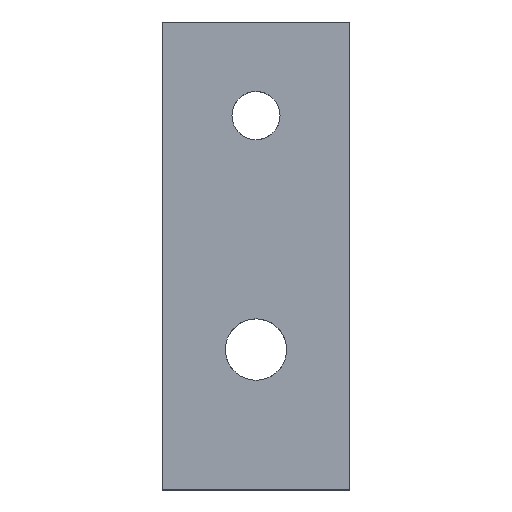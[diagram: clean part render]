
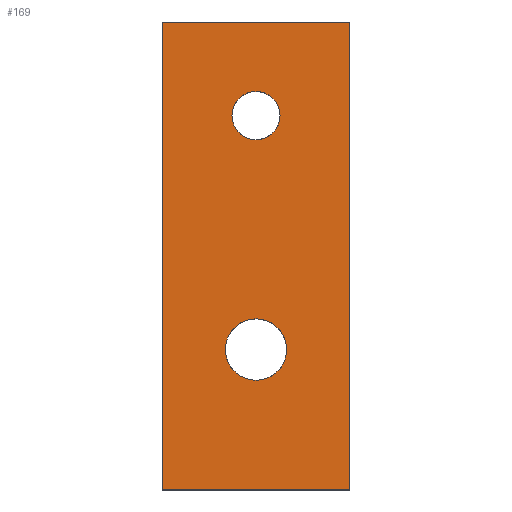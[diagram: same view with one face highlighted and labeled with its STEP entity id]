
A CAD part, top view. The second image highlights one B-rep face of the part: STEP entity #169.
In plain terms, the highlighted planar face has unit normal (0, 0, 1).
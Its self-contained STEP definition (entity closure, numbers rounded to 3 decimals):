
#74=AXIS2_PLACEMENT_3D('Plane Axis2P3D',#71,#72,#73) ;
#103=AXIS2_PLACEMENT_3D('Circle Axis2P3D',#101,#102,$) ;
#112=AXIS2_PLACEMENT_3D('Circle Axis2P3D',#110,#111,$) ;
#119=AXIS2_PLACEMENT_3D('Circle Axis2P3D',#117,#118,$) ;
#126=AXIS2_PLACEMENT_3D('Circle Axis2P3D',#124,#125,$) ;
#137=AXIS2_PLACEMENT_3D('Circle Axis2P3D',#135,#136,$) ;
#146=AXIS2_PLACEMENT_3D('Circle Axis2P3D',#144,#145,$) ;
#153=AXIS2_PLACEMENT_3D('Circle Axis2P3D',#151,#152,$) ;
#160=AXIS2_PLACEMENT_3D('Circle Axis2P3D',#158,#159,$) ;
#49=CARTESIAN_POINT('Vertex',(-12.7,31.75,2.388)) ;
#52=CARTESIAN_POINT('Line Origine',(0.,31.75,2.388)) ;
#56=CARTESIAN_POINT('Vertex',(12.7,31.75,2.388)) ;
#71=CARTESIAN_POINT('Axis2P3D Location',(0.,-31.75,2.388)) ;
#76=CARTESIAN_POINT('Line Origine',(-12.7,0.,2.388)) ;
#80=CARTESIAN_POINT('Vertex',(-12.7,-31.75,2.388)) ;
#83=CARTESIAN_POINT('Line Origine',(0.,-31.75,2.388)) ;
#87=CARTESIAN_POINT('Vertex',(12.7,-31.75,2.388)) ;
#90=CARTESIAN_POINT('Line Origine',(12.7,0.,2.388)) ;
#101=CARTESIAN_POINT('Axis2P3D Location',(0.,-12.7,2.388)) ;
#105=CARTESIAN_POINT('Vertex',(0.,-8.534,2.388)) ;
#107=CARTESIAN_POINT('Vertex',(-4.166,-12.7,2.388)) ;
#110=CARTESIAN_POINT('Axis2P3D Location',(0.,-12.7,2.388)) ;
#114=CARTESIAN_POINT('Vertex',(4.166,-12.7,2.388)) ;
#117=CARTESIAN_POINT('Axis2P3D Location',(0.,-12.7,2.388)) ;
#121=CARTESIAN_POINT('Vertex',(0.,-16.866,2.388)) ;
#124=CARTESIAN_POINT('Axis2P3D Location',(0.,-12.7,2.388)) ;
#135=CARTESIAN_POINT('Axis2P3D Location',(0.,19.05,2.388)) ;
#139=CARTESIAN_POINT('Vertex',(0.,22.314,2.388)) ;
#141=CARTESIAN_POINT('Vertex',(-3.264,19.05,2.388)) ;
#144=CARTESIAN_POINT('Axis2P3D Location',(0.,19.05,2.388)) ;
#148=CARTESIAN_POINT('Vertex',(3.264,19.05,2.388)) ;
#151=CARTESIAN_POINT('Axis2P3D Location',(0.,19.05,2.388)) ;
#155=CARTESIAN_POINT('Vertex',(0.,15.786,2.388)) ;
#158=CARTESIAN_POINT('Axis2P3D Location',(0.,19.05,2.388)) ;
#53=DIRECTION('Vector Direction',(-1.,0.,0.)) ;
#72=DIRECTION('Axis2P3D Direction',(0.,0.,1.)) ;
#73=DIRECTION('Axis2P3D XDirection',(1.,0.,0.)) ;
#77=DIRECTION('Vector Direction',(0.,-1.,0.)) ;
#84=DIRECTION('Vector Direction',(1.,0.,0.)) ;
#91=DIRECTION('Vector Direction',(0.,1.,0.)) ;
#102=DIRECTION('Axis2P3D Direction',(0.,0.,1.)) ;
#111=DIRECTION('Axis2P3D Direction',(0.,0.,1.)) ;
#118=DIRECTION('Axis2P3D Direction',(0.,0.,1.)) ;
#125=DIRECTION('Axis2P3D Direction',(0.,0.,1.)) ;
#136=DIRECTION('Axis2P3D Direction',(0.,0.,1.)) ;
#145=DIRECTION('Axis2P3D Direction',(0.,0.,1.)) ;
#152=DIRECTION('Axis2P3D Direction',(0.,0.,1.)) ;
#159=DIRECTION('Axis2P3D Direction',(0.,0.,1.)) ;
#54=VECTOR('Line Direction',#53,1.) ;
#78=VECTOR('Line Direction',#77,1.) ;
#85=VECTOR('Line Direction',#84,1.) ;
#92=VECTOR('Line Direction',#91,1.) ;
#96=ORIENTED_EDGE('',*,*,#58,.T.) ;
#97=ORIENTED_EDGE('',*,*,#82,.T.) ;
#98=ORIENTED_EDGE('',*,*,#89,.T.) ;
#99=ORIENTED_EDGE('',*,*,#94,.T.) ;
#130=ORIENTED_EDGE('',*,*,#109,.F.) ;
#131=ORIENTED_EDGE('',*,*,#116,.F.) ;
#132=ORIENTED_EDGE('',*,*,#123,.F.) ;
#133=ORIENTED_EDGE('',*,*,#128,.F.) ;
#164=ORIENTED_EDGE('',*,*,#143,.F.) ;
#165=ORIENTED_EDGE('',*,*,#150,.F.) ;
#166=ORIENTED_EDGE('',*,*,#157,.F.) ;
#167=ORIENTED_EDGE('',*,*,#162,.F.) ;
#134=FACE_BOUND('',#129,.T.) ;
#168=FACE_BOUND('',#163,.T.) ;
#169=ADVANCED_FACE('Imported1',(#100,#134,#168),#75,.T.) ;
#104=CIRCLE('generated circle',#103,4.166) ;
#113=CIRCLE('generated circle',#112,4.166) ;
#120=CIRCLE('generated circle',#119,4.166) ;
#127=CIRCLE('generated circle',#126,4.166) ;
#138=CIRCLE('generated circle',#137,3.264) ;
#147=CIRCLE('generated circle',#146,3.264) ;
#154=CIRCLE('generated circle',#153,3.264) ;
#161=CIRCLE('generated circle',#160,3.264) ;
#58=EDGE_CURVE('',#57,#50,#55,.T.) ;
#82=EDGE_CURVE('',#50,#81,#79,.T.) ;
#89=EDGE_CURVE('',#81,#88,#86,.T.) ;
#94=EDGE_CURVE('',#88,#57,#93,.T.) ;
#109=EDGE_CURVE('',#106,#108,#104,.T.) ;
#116=EDGE_CURVE('',#115,#106,#113,.T.) ;
#123=EDGE_CURVE('',#122,#115,#120,.T.) ;
#128=EDGE_CURVE('',#108,#122,#127,.T.) ;
#143=EDGE_CURVE('',#140,#142,#138,.T.) ;
#150=EDGE_CURVE('',#149,#140,#147,.T.) ;
#157=EDGE_CURVE('',#156,#149,#154,.T.) ;
#162=EDGE_CURVE('',#142,#156,#161,.T.) ;
#95=EDGE_LOOP('',(#96,#97,#98,#99)) ;
#129=EDGE_LOOP('',(#130,#131,#132,#133)) ;
#163=EDGE_LOOP('',(#164,#165,#166,#167)) ;
#100=FACE_OUTER_BOUND('',#95,.T.) ;
#55=LINE('Line',#52,#54) ;
#79=LINE('Line',#76,#78) ;
#86=LINE('Line',#83,#85) ;
#93=LINE('Line',#90,#92) ;
#75=PLANE('',#74) ;
#50=VERTEX_POINT('',#49) ;
#57=VERTEX_POINT('',#56) ;
#81=VERTEX_POINT('',#80) ;
#88=VERTEX_POINT('',#87) ;
#106=VERTEX_POINT('',#105) ;
#108=VERTEX_POINT('',#107) ;
#115=VERTEX_POINT('',#114) ;
#122=VERTEX_POINT('',#121) ;
#140=VERTEX_POINT('',#139) ;
#142=VERTEX_POINT('',#141) ;
#149=VERTEX_POINT('',#148) ;
#156=VERTEX_POINT('',#155) ;
